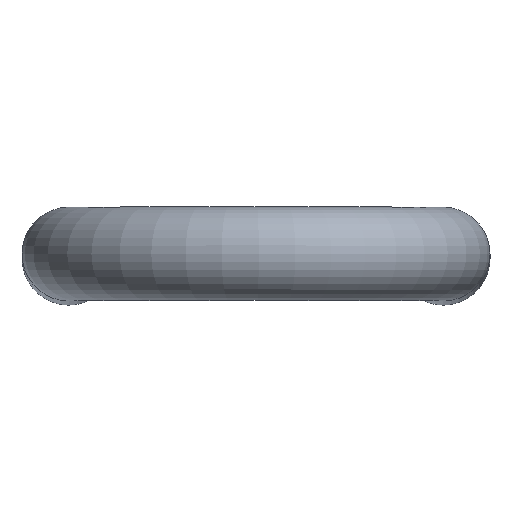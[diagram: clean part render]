
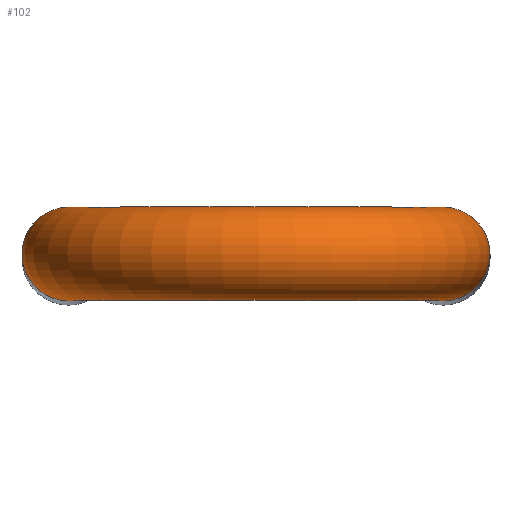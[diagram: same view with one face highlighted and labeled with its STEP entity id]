
A CAD part, top view. The second image highlights one B-rep face of the part: STEP entity #102.
In plain terms, the highlighted toroidal (fillet/blend) face has major radius 50 mm and minor radius 12.5 mm.
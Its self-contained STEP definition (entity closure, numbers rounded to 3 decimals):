
#20=TOROIDAL_SURFACE('',#126,50.,12.5);
#28=ORIENTED_EDGE('',*,*,#43,.F.);
#29=ORIENTED_EDGE('',*,*,#40,.F.);
#40=EDGE_CURVE('',#48,#48,#56,.F.);
#43=EDGE_CURVE('',#51,#51,#59,.F.);
#48=VERTEX_POINT('',#174);
#51=VERTEX_POINT('',#182);
#56=CIRCLE('',#122,12.5);
#59=CIRCLE('',#127,12.5);
#68=EDGE_LOOP('',(#28));
#69=EDGE_LOOP('',(#29));
#84=FACE_BOUND('',#68,.T.);
#85=FACE_BOUND('',#69,.T.);
#102=ADVANCED_FACE('',(#84,#85),#20,.T.);
#122=AXIS2_PLACEMENT_3D('',#173,#141,#142);
#126=AXIS2_PLACEMENT_3D('',#180,#149,#150);
#127=AXIS2_PLACEMENT_3D('',#181,#151,#152);
#141=DIRECTION('',(0.,0.,1.));
#142=DIRECTION('',(-1.,0.,0.));
#149=DIRECTION('',(0.,1.,0.));
#150=DIRECTION('',(0.,0.,1.));
#151=DIRECTION('',(0.,0.,1.));
#152=DIRECTION('',(1.,0.,0.));
#173=CARTESIAN_POINT('',(0.,0.,655.));
#174=CARTESIAN_POINT('',(-12.5,0.,655.));
#180=CARTESIAN_POINT('',(50.,0.,655.));
#181=CARTESIAN_POINT('',(100.,0.,655.));
#182=CARTESIAN_POINT('',(112.5,0.,655.));
